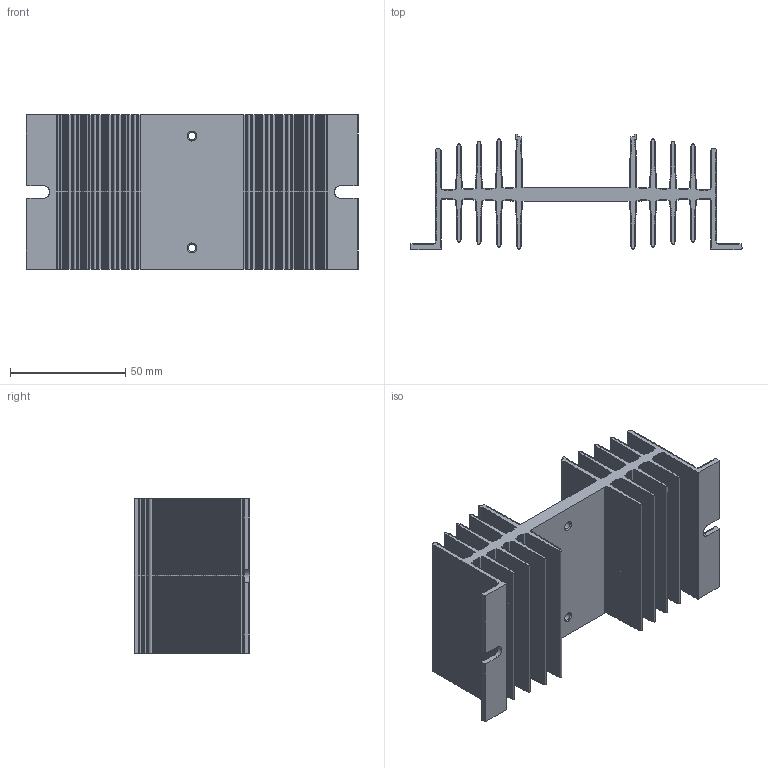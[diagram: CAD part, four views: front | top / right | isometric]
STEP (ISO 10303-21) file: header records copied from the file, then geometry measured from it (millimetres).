
FILE_DESCRIPTION (( 'STEP AP203' ), '1' );
FILE_NAME ('PTP061.STEP', '2020-12-17T08:42:37', ( 'Pavel' ), ( '' ), 'SwSTEP 2.0', 'SolidWorks 2016', '' );
FILE_SCHEMA (( 'CONFIG_CONTROL_DESIGN' ));
Length unit declared in the file: millimetre
Products named in the file (2): PTP061
Bounding box: 144 x 50 x 67 mm (x, y, z)
Volume: 100376.9 mm3; surface area: 108230.6 mm2
Topology: 1 solids, 1 shells, 3612 faces, 10822 edges, 7212 vertices
Faces by surface type: cylinder 3478, plane 126, cone 8
Entity records: 126494 total; most frequent: DIRECTION 24850, CARTESIAN_POINT 22181, ORIENTED_EDGE 21644, EDGE_CURVE 10822, AXIS2_PLACEMENT_3D 10498, VERTEX_POINT 7212, CIRCLE 6884, LINE 3854
